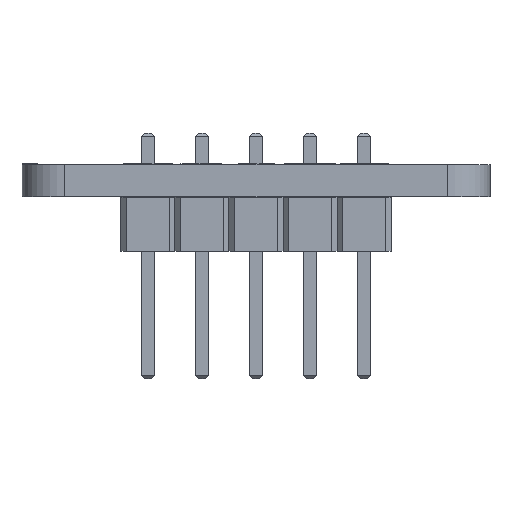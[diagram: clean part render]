
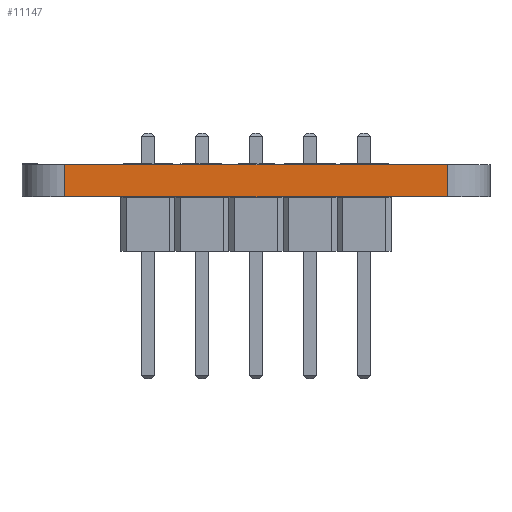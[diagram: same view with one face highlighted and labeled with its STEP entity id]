
A CAD part, front view. The second image highlights one B-rep face of the part: STEP entity #11147.
In plain terms, the highlighted planar face has unit normal (0, -1, 0).
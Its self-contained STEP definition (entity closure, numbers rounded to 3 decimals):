
#9510 = VERTEX_POINT('',#9511);
#9511 = CARTESIAN_POINT('',(-9.002,-11.,0.));
#9518 = EDGE_CURVE('',#9519,#9510,#9521,.T.);
#9519 = VERTEX_POINT('',#9520);
#9520 = CARTESIAN_POINT('',(8.998,-11.,0.));
#9521 = LINE('',#9522,#9523);
#9522 = CARTESIAN_POINT('',(8.998,-11.,0.));
#9523 = VECTOR('',#9524,1.);
#9524 = DIRECTION('',(-1.,0.,0.));
#10331 = VERTEX_POINT('',#10332);
#10332 = CARTESIAN_POINT('',(-9.002,-11.,1.51));
#10339 = EDGE_CURVE('',#10340,#10331,#10342,.T.);
#10340 = VERTEX_POINT('',#10341);
#10341 = CARTESIAN_POINT('',(8.998,-11.,1.51));
#10342 = LINE('',#10343,#10344);
#10343 = CARTESIAN_POINT('',(8.998,-11.,1.51));
#10344 = VECTOR('',#10345,1.);
#10345 = DIRECTION('',(-1.,0.,0.));
#11119 = EDGE_CURVE('',#9519,#10340,#11120,.T.);
#11120 = LINE('',#11121,#11122);
#11121 = CARTESIAN_POINT('',(8.998,-11.,0.));
#11122 = VECTOR('',#11123,1.);
#11123 = DIRECTION('',(0.,0.,1.));
#11147 = ADVANCED_FACE('',(#11148),#11159,.T.);
#11148 = FACE_BOUND('',#11149,.T.);
#11149 = EDGE_LOOP('',(#11150,#11151,#11152,#11158));
#11150 = ORIENTED_EDGE('',*,*,#11119,.T.);
#11151 = ORIENTED_EDGE('',*,*,#10339,.T.);
#11152 = ORIENTED_EDGE('',*,*,#11153,.F.);
#11153 = EDGE_CURVE('',#9510,#10331,#11154,.T.);
#11154 = LINE('',#11155,#11156);
#11155 = CARTESIAN_POINT('',(-9.002,-11.,0.));
#11156 = VECTOR('',#11157,1.);
#11157 = DIRECTION('',(0.,0.,1.));
#11158 = ORIENTED_EDGE('',*,*,#9518,.F.);
#11159 = PLANE('',#11160);
#11160 = AXIS2_PLACEMENT_3D('',#11161,#11162,#11163);
#11161 = CARTESIAN_POINT('',(8.998,-11.,0.));
#11162 = DIRECTION('',(0.,-1.,0.));
#11163 = DIRECTION('',(-1.,0.,0.));
